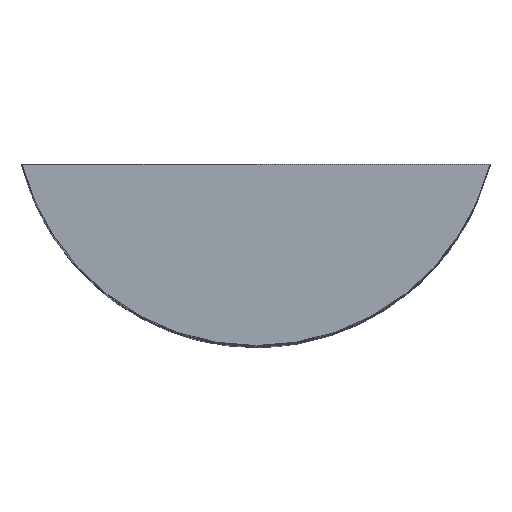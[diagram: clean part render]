
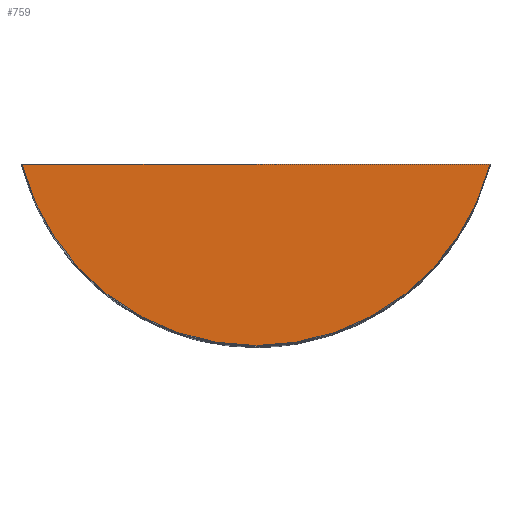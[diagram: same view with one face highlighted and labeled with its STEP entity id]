
A CAD part, top view. The second image highlights one B-rep face of the part: STEP entity #759.
In plain terms, the highlighted planar face has unit normal (0, 0, 1).
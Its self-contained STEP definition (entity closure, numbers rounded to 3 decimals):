
#21 = EDGE_CURVE('',#22,#24,#26,.T.);
#22 = VERTEX_POINT('',#23);
#23 = CARTESIAN_POINT('',(-1.936,-0.5,10.));
#24 = VERTEX_POINT('',#25);
#25 = CARTESIAN_POINT('',(1.936,-0.5,10.));
#26 = SURFACE_CURVE('',#27,(#32,#44),.PCURVE_S1.);
#27 = CIRCLE('',#28,2.);
#28 = AXIS2_PLACEMENT_3D('',#29,#30,#31);
#29 = CARTESIAN_POINT('',(0.,0.,10.));
#30 = DIRECTION('',(0.,0.,1.));
#31 = DIRECTION('',(1.,0.,0.));
#32 = PCURVE('',#33,#38);
#33 = CYLINDRICAL_SURFACE('',#34,2.);
#34 = AXIS2_PLACEMENT_3D('',#35,#36,#37);
#35 = CARTESIAN_POINT('',(0.,0.,0.));
#36 = DIRECTION('',(0.,0.,1.));
#37 = DIRECTION('',(1.,0.,0.));
#38 = DEFINITIONAL_REPRESENTATION('',(#39),#43);
#39 = LINE('',#40,#41);
#40 = CARTESIAN_POINT('',(0.,10.));
#41 = VECTOR('',#42,1.);
#42 = DIRECTION('',(1.,0.));
#43 = ( GEOMETRIC_REPRESENTATION_CONTEXT(2) 
PARAMETRIC_REPRESENTATION_CONTEXT() REPRESENTATION_CONTEXT('2D SPACE',''
  ) );
#44 = PCURVE('',#45,#50);
#45 = PLANE('',#46);
#46 = AXIS2_PLACEMENT_3D('',#47,#48,#49);
#47 = CARTESIAN_POINT('',(0.,0.,10.));
#48 = DIRECTION('',(0.,0.,1.));
#49 = DIRECTION('',(1.,0.,0.));
#50 = DEFINITIONAL_REPRESENTATION('',(#51),#55);
#51 = CIRCLE('',#52,2.);
#52 = AXIS2_PLACEMENT_2D('',#53,#54);
#53 = CARTESIAN_POINT('',(0.,0.));
#54 = DIRECTION('',(1.,0.));
#55 = ( GEOMETRIC_REPRESENTATION_CONTEXT(2) 
PARAMETRIC_REPRESENTATION_CONTEXT() REPRESENTATION_CONTEXT('2D SPACE',''
  ) );
#72 = PLANE('',#73);
#73 = AXIS2_PLACEMENT_3D('',#74,#75,#76);
#74 = CARTESIAN_POINT('',(-5.,-0.5,0.));
#75 = DIRECTION('',(0.,1.,0.));
#76 = DIRECTION('',(0.,0.,1.));
#759 = ADVANCED_FACE('',(#760),#45,.T.);
#760 = FACE_BOUND('',#761,.T.);
#761 = EDGE_LOOP('',(#762,#783));
#762 = ORIENTED_EDGE('',*,*,#763,.F.);
#763 = EDGE_CURVE('',#22,#24,#764,.T.);
#764 = SURFACE_CURVE('',#765,(#769,#776),.PCURVE_S1.);
#765 = LINE('',#766,#767);
#766 = CARTESIAN_POINT('',(-5.,-0.5,10.));
#767 = VECTOR('',#768,1.);
#768 = DIRECTION('',(1.,0.,0.));
#769 = PCURVE('',#45,#770);
#770 = DEFINITIONAL_REPRESENTATION('',(#771),#775);
#771 = LINE('',#772,#773);
#772 = CARTESIAN_POINT('',(-5.,-0.5));
#773 = VECTOR('',#774,1.);
#774 = DIRECTION('',(1.,0.));
#775 = ( GEOMETRIC_REPRESENTATION_CONTEXT(2) 
PARAMETRIC_REPRESENTATION_CONTEXT() REPRESENTATION_CONTEXT('2D SPACE',''
  ) );
#776 = PCURVE('',#72,#777);
#777 = DEFINITIONAL_REPRESENTATION('',(#778),#782);
#778 = LINE('',#779,#780);
#779 = CARTESIAN_POINT('',(10.,0.));
#780 = VECTOR('',#781,1.);
#781 = DIRECTION('',(0.,1.));
#782 = ( GEOMETRIC_REPRESENTATION_CONTEXT(2) 
PARAMETRIC_REPRESENTATION_CONTEXT() REPRESENTATION_CONTEXT('2D SPACE',''
  ) );
#783 = ORIENTED_EDGE('',*,*,#21,.T.);
